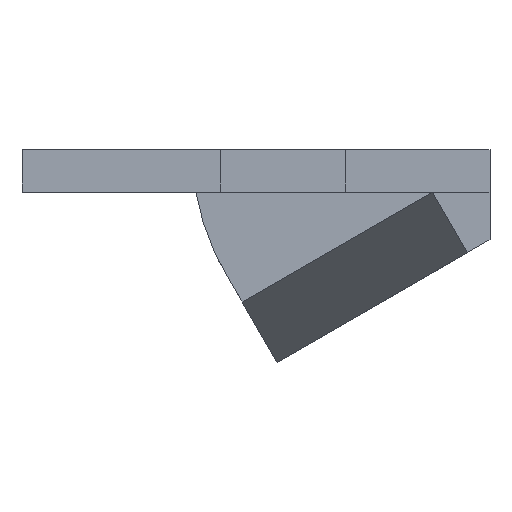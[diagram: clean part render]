
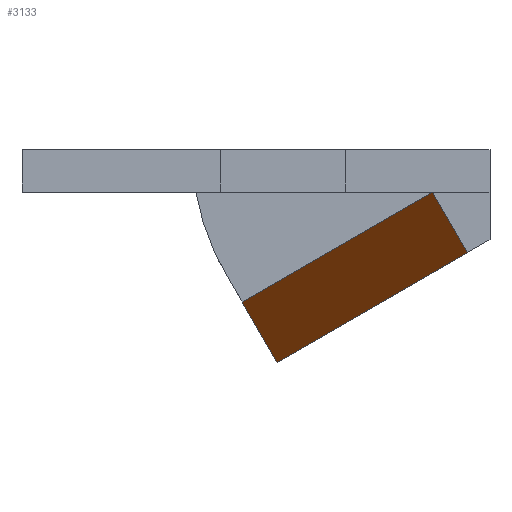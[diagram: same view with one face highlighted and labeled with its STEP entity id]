
A CAD part, front view. The second image highlights one B-rep face of the part: STEP entity #3133.
In plain terms, the highlighted planar face has unit normal (-0.612, -0.707, -0.354).
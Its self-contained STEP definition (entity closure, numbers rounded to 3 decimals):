
#349 = VERTEX_POINT('',#350);
#350 = CARTESIAN_POINT('',(17.592,52.,0.));
#364 = PLANE('',#365);
#365 = AXIS2_PLACEMENT_3D('',#366,#367,#368);
#366 = CARTESIAN_POINT('',(21.691,52.,-7.101));
#367 = DIRECTION('',(0.,-1.,0.));
#368 = DIRECTION('',(-0.866,0.,-0.5));
#390 = PLANE('',#391);
#391 = AXIS2_PLACEMENT_3D('',#392,#393,#394);
#392 = CARTESIAN_POINT('',(6.42,52.,-4.061));
#393 = DIRECTION('',(0.,-1.,0.));
#394 = DIRECTION('',(0.,0.,-1.));
#1168 = PLANE('',#1169);
#1169 = AXIS2_PLACEMENT_3D('',#1170,#1171,#1172);
#1170 = CARTESIAN_POINT('',(-6.778,52.,-9.45));
#1171 = DIRECTION('',(-0.866,0.,-0.5));
#1172 = DIRECTION('',(0.5,0.,-0.866));
#1194 = PLANE('',#1195);
#1195 = AXIS2_PLACEMENT_3D('',#1196,#1197,#1198);
#1196 = CARTESIAN_POINT('',(2.571,61.486,
    -8.671));
#1197 = DIRECTION('',(0.5,0.,-0.866));
#1198 = DIRECTION('',(-0.866,0.,-0.5));
#1211 = EDGE_CURVE('',#349,#1212,#1214,.T.);
#1212 = VERTEX_POINT('',#1213);
#1213 = CARTESIAN_POINT('',(17.591,52.,0.001));
#1214 = SURFACE_CURVE('',#1215,(#1219,#1226),.PCURVE_S1.);
#1215 = LINE('',#1216,#1217);
#1216 = CARTESIAN_POINT('',(21.691,52.,-7.101));
#1217 = VECTOR('',#1218,1.);
#1218 = DIRECTION('',(-0.5,0.,0.866));
#1219 = PCURVE('',#364,#1220);
#1220 = DEFINITIONAL_REPRESENTATION('',(#1221),#1225);
#1221 = LINE('',#1222,#1223);
#1222 = CARTESIAN_POINT('',(-0.,0.));
#1223 = VECTOR('',#1224,1.);
#1224 = DIRECTION('',(0.,-1.));
#1225 = ( GEOMETRIC_REPRESENTATION_CONTEXT(2) 
PARAMETRIC_REPRESENTATION_CONTEXT() REPRESENTATION_CONTEXT('2D SPACE',''
  ) );
#1226 = PCURVE('',#1227,#1232);
#1227 = PLANE('',#1228);
#1228 = AXIS2_PLACEMENT_3D('',#1229,#1230,#1231);
#1229 = CARTESIAN_POINT('',(-1.544,78.83,
    -20.516));
#1230 = DIRECTION('',(0.612,0.707,0.354));
#1231 = DIRECTION('',(0.612,-0.707,0.354));
#1232 = DEFINITIONAL_REPRESENTATION('',(#1233),#1237);
#1233 = LINE('',#1234,#1235);
#1234 = CARTESIAN_POINT('',(37.943,0.));
#1235 = VECTOR('',#1236,1.);
#1236 = DIRECTION('',(0.,-1.));
#1237 = ( GEOMETRIC_REPRESENTATION_CONTEXT(2) 
PARAMETRIC_REPRESENTATION_CONTEXT() REPRESENTATION_CONTEXT('2D SPACE',''
  ) );
#1264 = EDGE_CURVE('',#1265,#349,#1267,.T.);
#1265 = VERTEX_POINT('',#1266);
#1266 = CARTESIAN_POINT('',(21.691,52.,-7.101));
#1267 = SURFACE_CURVE('',#1268,(#1272,#1279),.PCURVE_S1.);
#1268 = LINE('',#1269,#1270);
#1269 = CARTESIAN_POINT('',(21.691,52.,-7.101));
#1270 = VECTOR('',#1271,1.);
#1271 = DIRECTION('',(-0.5,0.,0.866));
#1272 = PCURVE('',#390,#1273);
#1273 = DEFINITIONAL_REPRESENTATION('',(#1274),#1278);
#1274 = LINE('',#1275,#1276);
#1275 = CARTESIAN_POINT('',(3.04,15.272));
#1276 = VECTOR('',#1277,1.);
#1277 = DIRECTION('',(-0.866,-0.5));
#1278 = ( GEOMETRIC_REPRESENTATION_CONTEXT(2) 
PARAMETRIC_REPRESENTATION_CONTEXT() REPRESENTATION_CONTEXT('2D SPACE',''
  ) );
#1279 = PCURVE('',#1227,#1280);
#1280 = DEFINITIONAL_REPRESENTATION('',(#1281),#1285);
#1281 = LINE('',#1282,#1283);
#1282 = CARTESIAN_POINT('',(37.943,0.));
#1283 = VECTOR('',#1284,1.);
#1284 = DIRECTION('',(0.,-1.));
#1285 = ( GEOMETRIC_REPRESENTATION_CONTEXT(2) 
PARAMETRIC_REPRESENTATION_CONTEXT() REPRESENTATION_CONTEXT('2D SPACE',''
  ) );
#1303 = PLANE('',#1304);
#1304 = AXIS2_PLACEMENT_3D('',#1305,#1306,#1307);
#1305 = CARTESIAN_POINT('',(-0.678,52.,-20.016));
#1306 = DIRECTION('',(0.5,0.,-0.866));
#1307 = DIRECTION('',(0.866,0.,0.5));
#2988 = VERTEX_POINT('',#2989);
#2989 = CARTESIAN_POINT('',(-4.778,77.83,
    -12.914));
#3010 = EDGE_CURVE('',#2988,#1212,#3011,.T.);
#3011 = SURFACE_CURVE('',#3012,(#3016,#3023),.PCURVE_S1.);
#3012 = LINE('',#3013,#3014);
#3013 = CARTESIAN_POINT('',(-5.644,78.83,
    -13.414));
#3014 = VECTOR('',#3015,1.);
#3015 = DIRECTION('',(0.612,-0.707,0.354));
#3016 = PCURVE('',#1194,#3017);
#3017 = DEFINITIONAL_REPRESENTATION('',(#3018),#3022);
#3018 = LINE('',#3019,#3020);
#3019 = CARTESIAN_POINT('',(9.486,17.344));
#3020 = VECTOR('',#3021,1.);
#3021 = DIRECTION('',(-0.707,-0.707));
#3022 = ( GEOMETRIC_REPRESENTATION_CONTEXT(2) 
PARAMETRIC_REPRESENTATION_CONTEXT() REPRESENTATION_CONTEXT('2D SPACE',''
  ) );
#3023 = PCURVE('',#1227,#3024);
#3024 = DEFINITIONAL_REPRESENTATION('',(#3025),#3029);
#3025 = LINE('',#3026,#3027);
#3026 = CARTESIAN_POINT('',(0.,-8.2));
#3027 = VECTOR('',#3028,1.);
#3028 = DIRECTION('',(1.,0.));
#3029 = ( GEOMETRIC_REPRESENTATION_CONTEXT(2) 
PARAMETRIC_REPRESENTATION_CONTEXT() REPRESENTATION_CONTEXT('2D SPACE',''
  ) );
#3090 = VERTEX_POINT('',#3091);
#3091 = CARTESIAN_POINT('',(-0.678,77.83,
    -20.016));
#3112 = EDGE_CURVE('',#2988,#3090,#3113,.T.);
#3113 = SURFACE_CURVE('',#3114,(#3118,#3125),.PCURVE_S1.);
#3114 = LINE('',#3115,#3116);
#3115 = CARTESIAN_POINT('',(-3.728,77.83,
    -14.733));
#3116 = VECTOR('',#3117,1.);
#3117 = DIRECTION('',(0.5,0.,-0.866));
#3118 = PCURVE('',#1168,#3119);
#3119 = DEFINITIONAL_REPRESENTATION('',(#3120),#3124);
#3120 = LINE('',#3121,#3122);
#3121 = CARTESIAN_POINT('',(6.1,-25.83));
#3122 = VECTOR('',#3123,1.);
#3123 = DIRECTION('',(1.,0.));
#3124 = ( GEOMETRIC_REPRESENTATION_CONTEXT(2) 
PARAMETRIC_REPRESENTATION_CONTEXT() REPRESENTATION_CONTEXT('2D SPACE',''
  ) );
#3125 = PCURVE('',#1227,#3126);
#3126 = DEFINITIONAL_REPRESENTATION('',(#3127),#3131);
#3127 = LINE('',#3128,#3129);
#3128 = CARTESIAN_POINT('',(1.414,-6.1));
#3129 = VECTOR('',#3130,1.);
#3130 = DIRECTION('',(0.,1.));
#3131 = ( GEOMETRIC_REPRESENTATION_CONTEXT(2) 
PARAMETRIC_REPRESENTATION_CONTEXT() REPRESENTATION_CONTEXT('2D SPACE',''
  ) );
#3133 = ADVANCED_FACE('',(#3134),#1227,.F.);
#3134 = FACE_BOUND('',#3135,.F.);
#3135 = EDGE_LOOP('',(#3136,#3157,#3158,#3159,#3160));
#3136 = ORIENTED_EDGE('',*,*,#3137,.F.);
#3137 = EDGE_CURVE('',#3090,#1265,#3138,.T.);
#3138 = SURFACE_CURVE('',#3139,(#3143,#3150),.PCURVE_S1.);
#3139 = LINE('',#3140,#3141);
#3140 = CARTESIAN_POINT('',(-1.544,78.83,
    -20.516));
#3141 = VECTOR('',#3142,1.);
#3142 = DIRECTION('',(0.612,-0.707,0.354));
#3143 = PCURVE('',#1227,#3144);
#3144 = DEFINITIONAL_REPRESENTATION('',(#3145),#3149);
#3145 = LINE('',#3146,#3147);
#3146 = CARTESIAN_POINT('',(0.,0.));
#3147 = VECTOR('',#3148,1.);
#3148 = DIRECTION('',(1.,0.));
#3149 = ( GEOMETRIC_REPRESENTATION_CONTEXT(2) 
PARAMETRIC_REPRESENTATION_CONTEXT() REPRESENTATION_CONTEXT('2D SPACE',''
  ) );
#3150 = PCURVE('',#1303,#3151);
#3151 = DEFINITIONAL_REPRESENTATION('',(#3152),#3156);
#3152 = LINE('',#3153,#3154);
#3153 = CARTESIAN_POINT('',(-1.,-26.83));
#3154 = VECTOR('',#3155,1.);
#3155 = DIRECTION('',(0.707,0.707));
#3156 = ( GEOMETRIC_REPRESENTATION_CONTEXT(2) 
PARAMETRIC_REPRESENTATION_CONTEXT() REPRESENTATION_CONTEXT('2D SPACE',''
  ) );
#3157 = ORIENTED_EDGE('',*,*,#3112,.F.);
#3158 = ORIENTED_EDGE('',*,*,#3010,.T.);
#3159 = ORIENTED_EDGE('',*,*,#1211,.F.);
#3160 = ORIENTED_EDGE('',*,*,#1264,.F.);
